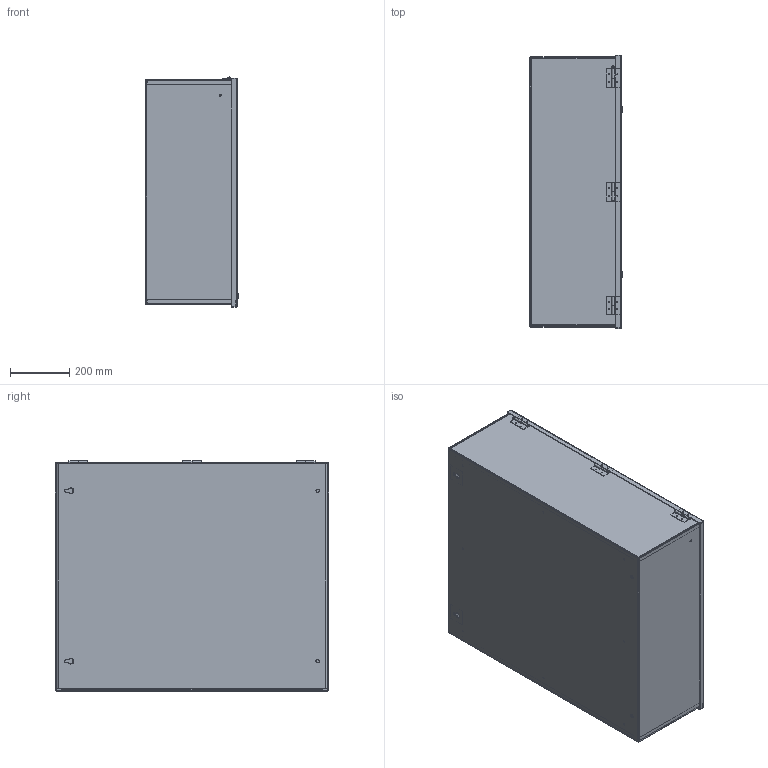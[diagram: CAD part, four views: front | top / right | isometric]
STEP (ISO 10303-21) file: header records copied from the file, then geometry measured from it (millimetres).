
FILE_DESCRIPTION (( 'STEP AP214' ), '1' );
FILE_NAME ('N1A363012.STEP', '2019-07-16T19:24:17', ( '' ), ( '' ), 'SwSTEP 2.0', 'SolidWorks 2018', '' );
FILE_SCHEMA (( 'AUTOMOTIVE_DESIGN' ));
Length unit declared in the file: inch
Products named in the file (1): N1A363012
Bounding box: 312.98 x 925.32 x 779.28 mm (x, y, z)
Volume: 7310809.4 mm3; surface area: 6384211.8 mm2
Topology: 36 solids, 36 shells, 807 faces, 1934 edges, 1242 vertices
Faces by surface type: plane 442, cylinder 285, bspline 52, cone 28
Entity records: 35168 total; most frequent: CARTESIAN_POINT 5194, DIRECTION 4010, ORIENTED_EDGE 3868, EDGE_CURVE 1934, AXIS2_PLACEMENT_3D 1418, VERTEX_POINT 1242, VECTOR 1174, LINE 1174
